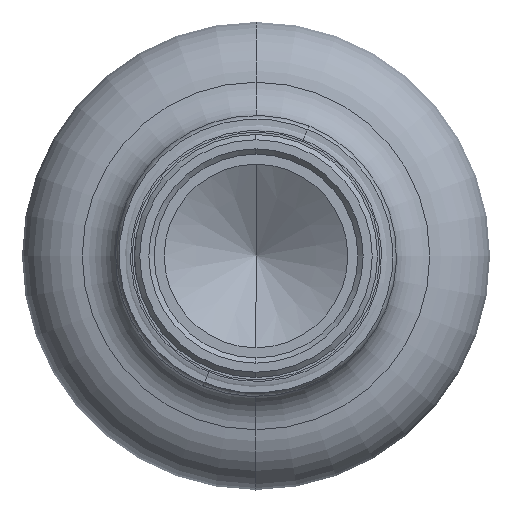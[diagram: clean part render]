
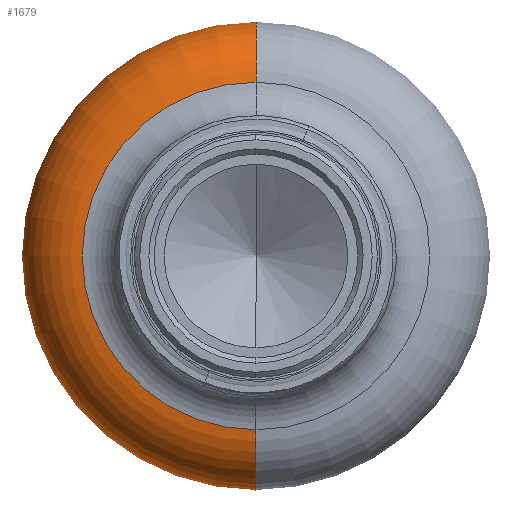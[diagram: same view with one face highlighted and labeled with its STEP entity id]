
A CAD part, left-side view. The second image highlights one B-rep face of the part: STEP entity #1679.
In plain terms, the highlighted toroidal (fillet/blend) face has major radius 12.908 mm and minor radius 5.342 mm.
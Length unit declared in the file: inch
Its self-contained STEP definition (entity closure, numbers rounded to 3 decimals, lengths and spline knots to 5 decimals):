
#206 = EDGE_LOOP ( 'NONE', ( #3743, #5147, #4959, #4772 ) ) ;
#239 = CARTESIAN_POINT ( 'NONE',  ( -0.20886, 0., 0.53284 ) ) ;
#437 = DIRECTION ( 'NONE',  ( 0., 0., 1. ) ) ;
#521 = DIRECTION ( 'NONE',  ( -1., 0., 0. ) ) ;
#906 = TOROIDAL_SURFACE ( 'NONE', #6822, 0.50819, 0.21031 ) ;
#1103 = CARTESIAN_POINT ( 'NONE',  ( 0.20886, 0., -0.53284 ) ) ;
#1525 = CIRCLE ( 'NONE', #6585, 0.21031 ) ;
#1532 = DIRECTION ( 'NONE',  ( 0., 0., -1. ) ) ;
#1679 = ADVANCED_FACE ( 'NONE', ( #2683 ), #906, .T. ) ;
#1694 = CARTESIAN_POINT ( 'NONE',  ( -0.20886, 0., 0. ) ) ;
#2343 = VERTEX_POINT ( 'NONE', #3283 ) ;
#2683 = FACE_OUTER_BOUND ( 'NONE', #206, .T. ) ;
#2772 = CARTESIAN_POINT ( 'NONE',  ( 0., 0., 0.50819 ) ) ;
#2892 = DIRECTION ( 'NONE',  ( 0., -1., 0. ) ) ;
#2911 = AXIS2_PLACEMENT_3D ( 'NONE', #2772, #2892, #1532 ) ;
#2954 = CIRCLE ( 'NONE', #5057, 0.53284 ) ;
#3283 = CARTESIAN_POINT ( 'NONE',  ( 0.20886, 0., 0.53284 ) ) ;
#3449 = AXIS2_PLACEMENT_3D ( 'NONE', #1694, #521, #437 ) ;
#3743 = ORIENTED_EDGE ( 'NONE', *, *, #3917, .T. ) ;
#3785 = CARTESIAN_POINT ( 'NONE',  ( 0.20886, 0., 0. ) ) ;
#3896 = EDGE_CURVE ( 'NONE', #5803, #6950, #7752, .T. ) ;
#3917 = EDGE_CURVE ( 'NONE', #2343, #5003, #2954, .T. ) ;
#4064 = EDGE_CURVE ( 'NONE', #2343, #5803, #4806, .T. ) ;
#4772 = ORIENTED_EDGE ( 'NONE', *, *, #4064, .F. ) ;
#4806 = CIRCLE ( 'NONE', #2911, 0.21031 ) ;
#4939 = DIRECTION ( 'NONE',  ( 0., 0., 1. ) ) ;
#4946 = CARTESIAN_POINT ( 'NONE',  ( 0., 0., 0. ) ) ;
#4959 = ORIENTED_EDGE ( 'NONE', *, *, #3896, .F. ) ;
#4965 = DIRECTION ( 'NONE',  ( -1., 0., 0. ) ) ;
#5003 = VERTEX_POINT ( 'NONE', #1103 ) ;
#5057 = AXIS2_PLACEMENT_3D ( 'NONE', #3785, #6815, #7423 ) ;
#5147 = ORIENTED_EDGE ( 'NONE', *, *, #5193, .T. ) ;
#5193 = EDGE_CURVE ( 'NONE', #5003, #6950, #1525, .T. ) ;
#5696 = CARTESIAN_POINT ( 'NONE',  ( -0.20886, 0., -0.53284 ) ) ;
#5803 = VERTEX_POINT ( 'NONE', #239 ) ;
#6274 = DIRECTION ( 'NONE',  ( 0., 0., 1. ) ) ;
#6280 = DIRECTION ( 'NONE',  ( 0., 1., 0. ) ) ;
#6292 = CARTESIAN_POINT ( 'NONE',  ( 0., 0., -0.50819 ) ) ;
#6585 = AXIS2_PLACEMENT_3D ( 'NONE', #6292, #6280, #6274 ) ;
#6815 = DIRECTION ( 'NONE',  ( -1., 0., 0. ) ) ;
#6822 = AXIS2_PLACEMENT_3D ( 'NONE', #4946, #4965, #4939 ) ;
#6950 = VERTEX_POINT ( 'NONE', #5696 ) ;
#7423 = DIRECTION ( 'NONE',  ( 0., 0., 1. ) ) ;
#7752 = CIRCLE ( 'NONE', #3449, 0.53284 ) ;
